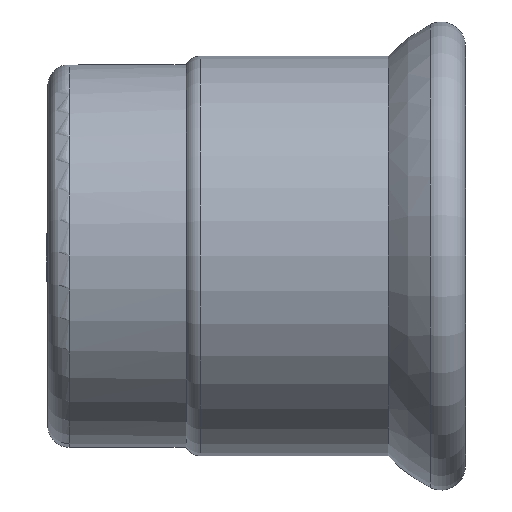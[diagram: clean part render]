
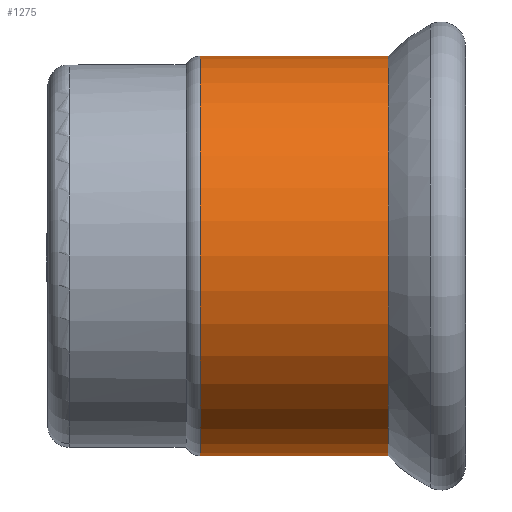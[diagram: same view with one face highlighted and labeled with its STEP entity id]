
A CAD part, front view. The second image highlights one B-rep face of the part: STEP entity #1275.
In plain terms, the highlighted cylindrical face has radius 56.4 mm (diameter 112.8 mm), a full revolution.
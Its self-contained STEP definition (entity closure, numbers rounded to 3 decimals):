
#220=LINE('',#2457,#297);
#297=VECTOR('',#1618,56.4);
#305=CYLINDRICAL_SURFACE('',#1376,56.4);
#372=FACE_OUTER_BOUND('',#447,.T.);
#447=EDGE_LOOP('',(#1180,#1181,#1182,#1183,#1184,#1185,#1186,#1187));
#451=CIRCLE('',#1299,56.4);
#452=CIRCLE('',#1300,56.4);
#456=CIRCLE('',#1304,56.4);
#492=CIRCLE('',#1372,56.4);
#493=CIRCLE('',#1373,56.4);
#494=CIRCLE('',#1374,56.4);
#502=VERTEX_POINT('',#1667);
#503=VERTEX_POINT('',#1668);
#504=VERTEX_POINT('',#1670);
#625=VERTEX_POINT('',#2449);
#626=VERTEX_POINT('',#2450);
#627=VERTEX_POINT('',#2452);
#633=EDGE_CURVE('',#502,#503,#451,.T.);
#634=EDGE_CURVE('',#503,#504,#452,.T.);
#638=EDGE_CURVE('',#504,#502,#456,.T.);
#812=EDGE_CURVE('',#625,#626,#492,.T.);
#813=EDGE_CURVE('',#627,#625,#493,.T.);
#814=EDGE_CURVE('',#626,#627,#494,.T.);
#816=EDGE_CURVE('',#503,#627,#220,.T.);
#1180=ORIENTED_EDGE('',*,*,#633,.F.);
#1181=ORIENTED_EDGE('',*,*,#638,.F.);
#1182=ORIENTED_EDGE('',*,*,#634,.F.);
#1183=ORIENTED_EDGE('',*,*,#816,.T.);
#1184=ORIENTED_EDGE('',*,*,#813,.T.);
#1185=ORIENTED_EDGE('',*,*,#812,.T.);
#1186=ORIENTED_EDGE('',*,*,#814,.T.);
#1187=ORIENTED_EDGE('',*,*,#816,.F.);
#1275=ADVANCED_FACE('',(#372),#305,.T.);
#1299=AXIS2_PLACEMENT_3D('',#1669,#1388,#1389);
#1300=AXIS2_PLACEMENT_3D('',#1671,#1390,#1391);
#1304=AXIS2_PLACEMENT_3D('',#1677,#1398,#1399);
#1372=AXIS2_PLACEMENT_3D('',#2451,#1608,#1609);
#1373=AXIS2_PLACEMENT_3D('',#2453,#1610,#1611);
#1374=AXIS2_PLACEMENT_3D('',#2454,#1612,#1613);
#1376=AXIS2_PLACEMENT_3D('',#2456,#1616,#1617);
#1388=DIRECTION('center_axis',(1.,0.,0.));
#1389=DIRECTION('ref_axis',(0.,1.,0.));
#1390=DIRECTION('center_axis',(1.,0.,0.));
#1391=DIRECTION('ref_axis',(0.,1.,0.));
#1398=DIRECTION('center_axis',(1.,0.,0.));
#1399=DIRECTION('ref_axis',(0.,1.,0.));
#1608=DIRECTION('center_axis',(1.,0.,0.));
#1609=DIRECTION('ref_axis',(0.,1.,0.));
#1610=DIRECTION('center_axis',(1.,0.,0.));
#1611=DIRECTION('ref_axis',(0.,1.,0.));
#1612=DIRECTION('center_axis',(1.,0.,0.));
#1613=DIRECTION('ref_axis',(0.,1.,0.));
#1616=DIRECTION('center_axis',(1.,0.,0.));
#1617=DIRECTION('ref_axis',(0.,1.,0.));
#1618=DIRECTION('',(-1.,0.,0.));
#1667=CARTESIAN_POINT('',(-21.972,0.,56.4));
#1668=CARTESIAN_POINT('',(-21.972,-56.4,0.));
#1669=CARTESIAN_POINT('Origin',(-21.972,0.,0.));
#1670=CARTESIAN_POINT('',(-21.972,0.,-56.4));
#1671=CARTESIAN_POINT('Origin',(-21.972,0.,0.));
#1677=CARTESIAN_POINT('Origin',(-21.972,0.,0.));
#2449=CARTESIAN_POINT('',(-75.,56.4,0.));
#2450=CARTESIAN_POINT('',(-75.,0.,56.4));
#2451=CARTESIAN_POINT('Origin',(-75.,0.,0.));
#2452=CARTESIAN_POINT('',(-75.,-56.4,0.));
#2453=CARTESIAN_POINT('Origin',(-75.,0.,0.));
#2454=CARTESIAN_POINT('Origin',(-75.,0.,0.));
#2456=CARTESIAN_POINT('Origin',(-48.486,0.,0.));
#2457=CARTESIAN_POINT('',(-48.486,-56.4,0.));
